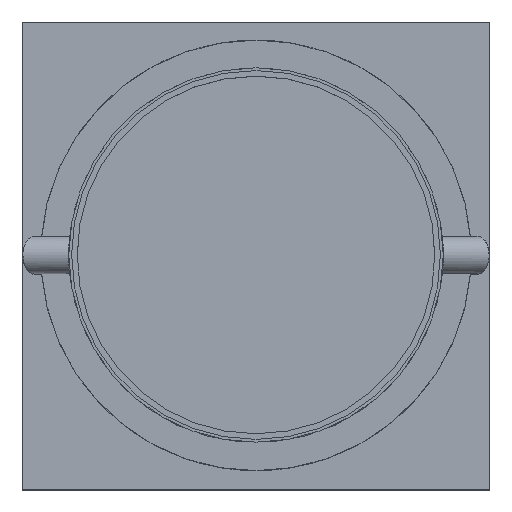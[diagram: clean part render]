
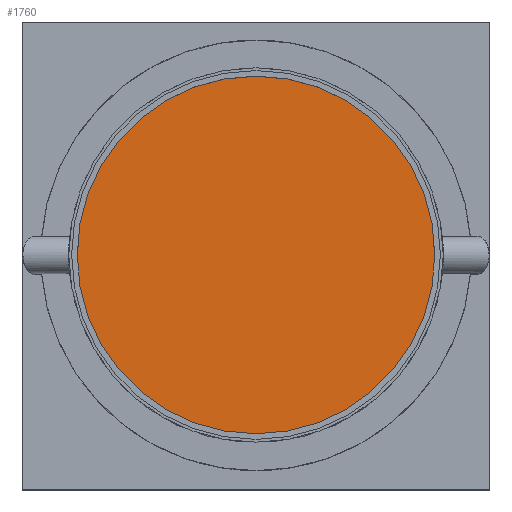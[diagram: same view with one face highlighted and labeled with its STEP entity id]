
A CAD part, top view. The second image highlights one B-rep face of the part: STEP entity #1760.
In plain terms, the highlighted planar face has unit normal (0, 0, 1).
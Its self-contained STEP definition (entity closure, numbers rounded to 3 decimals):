
#131=PLANE('',#1965);
#214=CIRCLE('',#1966,191.);
#315=FACE_OUTER_BOUND('',#451,.T.);
#451=EDGE_LOOP('',(#1463));
#852=VERTEX_POINT('',#3437);
#1067=EDGE_CURVE('',#852,#852,#214,.T.);
#1463=ORIENTED_EDGE('',*,*,#1067,.T.);
#1760=ADVANCED_FACE('',(#315),#131,.T.);
#1965=AXIS2_PLACEMENT_3D('',#3436,#2360,#2361);
#1966=AXIS2_PLACEMENT_3D('',#3438,#2362,#2363);
#2360=DIRECTION('center_axis',(0.,0.,1.));
#2361=DIRECTION('ref_axis',(1.,0.,0.));
#2362=DIRECTION('center_axis',(0.,0.,1.));
#2363=DIRECTION('ref_axis',(-1.,0.,0.));
#3436=CARTESIAN_POINT('Origin',(0.,0.,242.));
#3437=CARTESIAN_POINT('',(191.,0.,242.));
#3438=CARTESIAN_POINT('Origin',(0.,0.,242.));
